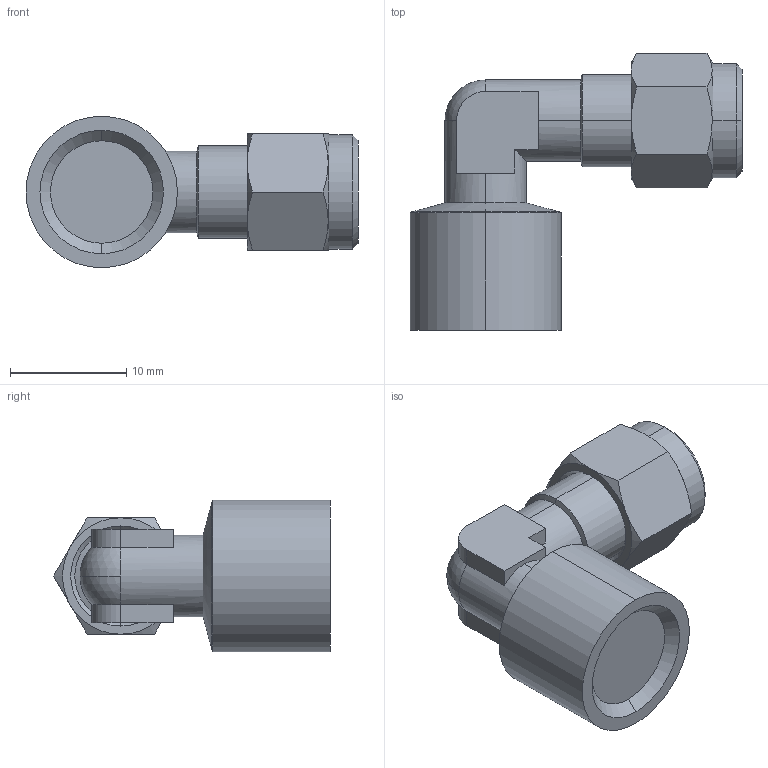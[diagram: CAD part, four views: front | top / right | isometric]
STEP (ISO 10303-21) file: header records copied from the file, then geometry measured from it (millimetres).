
FILE_DESCRIPTION (( 'STEP AP214' ), '1' );
FILE_NAME ('1029000001.step', '2013-02-25T17:14:26', ( '' ), ( '' ), 'SwSTEP 2.0', 'SolidWorks 2012', '' );
FILE_SCHEMA (( 'AUTOMOTIVE_DESIGN' ));
Length unit declared in the file: millimetre
Products named in the file (1): 1029000001
Bounding box: 28.5 x 23.77 x 13 mm (x, y, z)
Volume: 2968.2 mm3; surface area: 1609.2 mm2
Topology: 1 solids, 3 shells, 72 faces, 157 edges, 94 vertices
Faces by surface type: plane 27, cone 25, cylinder 16, sphere 2, torus 2
Entity records: 2064 total; most frequent: CARTESIAN_POINT 471, DIRECTION 335, ORIENTED_EDGE 314, EDGE_CURVE 157, AXIS2_PLACEMENT_3D 134, VERTEX_POINT 94, EDGE_LOOP 75, FACE_OUTER_BOUND 72
